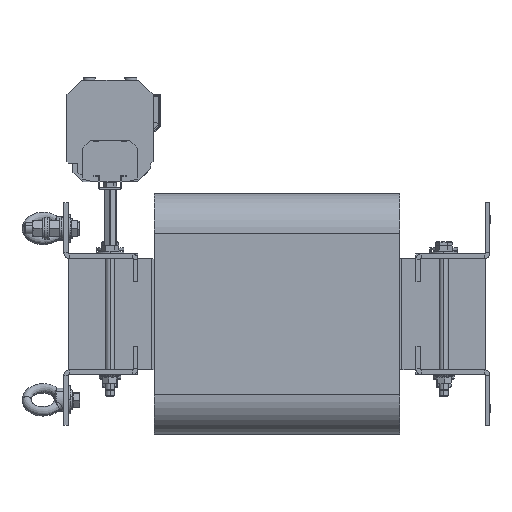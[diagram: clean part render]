
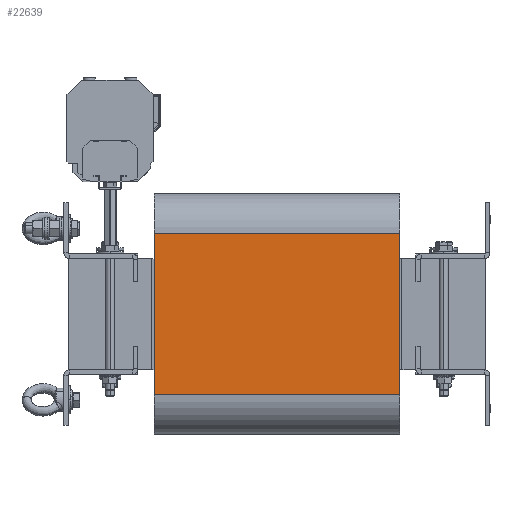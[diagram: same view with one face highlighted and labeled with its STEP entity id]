
A CAD part, left-side view. The second image highlights one B-rep face of the part: STEP entity #22639.
In plain terms, the highlighted planar face has unit normal (-1, 0, 0).
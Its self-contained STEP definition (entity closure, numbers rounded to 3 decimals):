
#1357 = EDGE_CURVE ( 'Defeature ausgef�hrt1_21+Defeature ausgef�hrt1_19+Defeature ausgef�hrt1_22+Defeature ausgef�hrt1_28', #47747, #31469, #40407, .T. ) ;
#1490 = DIRECTION ( 'NONE',  ( -1., 0., 0. ) ) ;
#2392 = VECTOR ( 'NONE', #9342, 1000. ) ;
#3811 = DIRECTION ( 'NONE',  ( 0., 0., -1. ) ) ;
#6746 = LINE ( 'NONE', #27336, #2392 ) ;
#9342 = DIRECTION ( 'NONE',  ( 0., 0., -1. ) ) ;
#10164 = ORIENTED_EDGE ( 'NONE', *, *, #1357, .T. ) ;
#12381 = ORIENTED_EDGE ( 'NONE', *, *, #50518, .F. ) ;
#14088 = EDGE_LOOP ( 'NONE', ( #12381, #52796, #10164, #37572 ) ) ;
#22143 = FACE_OUTER_BOUND ( 'NONE', #14088, .T. ) ;
#22639 = ADVANCED_FACE ( 'Defeature ausgef�hrt1_21', ( #22143 ), #23932, .T. ) ;
#23932 = PLANE ( 'NONE',  #58968 ) ;
#24266 = CARTESIAN_POINT ( 'NONE',  ( -265., 132.5, 87. ) ) ;
#24337 = CARTESIAN_POINT ( 'NONE',  ( -265., 132.5, 0. ) ) ;
#26026 = VECTOR ( 'NONE', #3811, 1000. ) ;
#26103 = CARTESIAN_POINT ( 'NONE',  ( -265., 132.5, 87. ) ) ;
#27336 = CARTESIAN_POINT ( 'NONE',  ( -265., -132.5, 0. ) ) ;
#28588 = CARTESIAN_POINT ( 'NONE',  ( -265., 132.5, -87. ) ) ;
#29224 = VERTEX_POINT ( 'NONE', #43202 ) ;
#29294 = LINE ( 'NONE', #45227, #49439 ) ;
#31469 = VERTEX_POINT ( 'NONE', #28588 ) ;
#35317 = EDGE_CURVE ( 'Defeature ausgef�hrt1_21+Defeature ausgef�hrt1_28+Defeature ausgef�hrt1_19+Defeature ausgef�hrt1_20', #31469, #46247, #29294, .T. ) ;
#36171 = LINE ( 'NONE', #24266, #44113 ) ;
#36269 = CARTESIAN_POINT ( 'NONE',  ( -265., -132.5, -87. ) ) ;
#36885 = CARTESIAN_POINT ( 'NONE',  ( -265., 132.5, 0. ) ) ;
#37520 = EDGE_CURVE ( 'Defeature ausgef�hrt1_22+Defeature ausgef�hrt1_21+Defeature ausgef�hrt1_19+Defeature ausgef�hrt1_20', #47747, #29224, #36171, .T. ) ;
#37572 = ORIENTED_EDGE ( 'NONE', *, *, #35317, .T. ) ;
#37762 = DIRECTION ( 'NONE',  ( 0., -1., 0. ) ) ;
#38448 = DIRECTION ( 'NONE',  ( 0., 0., 1. ) ) ;
#40407 = LINE ( 'NONE', #36885, #26026 ) ;
#43202 = CARTESIAN_POINT ( 'NONE',  ( -265., -132.5, 87. ) ) ;
#44113 = VECTOR ( 'NONE', #37762, 1000. ) ;
#45227 = CARTESIAN_POINT ( 'NONE',  ( -265., 132.5, -87. ) ) ;
#46247 = VERTEX_POINT ( 'NONE', #36269 ) ;
#47747 = VERTEX_POINT ( 'NONE', #26103 ) ;
#49439 = VECTOR ( 'NONE', #54913, 1000. ) ;
#50518 = EDGE_CURVE ( 'Defeature ausgef�hrt1_20+Defeature ausgef�hrt1_21+Defeature ausgef�hrt1_22+Defeature ausgef�hrt1_28', #29224, #46247, #6746, .T. ) ;
#52796 = ORIENTED_EDGE ( 'NONE', *, *, #37520, .F. ) ;
#54913 = DIRECTION ( 'NONE',  ( 0., -1., 0. ) ) ;
#58968 = AXIS2_PLACEMENT_3D ( 'NONE', #24337, #1490, #38448 ) ;
